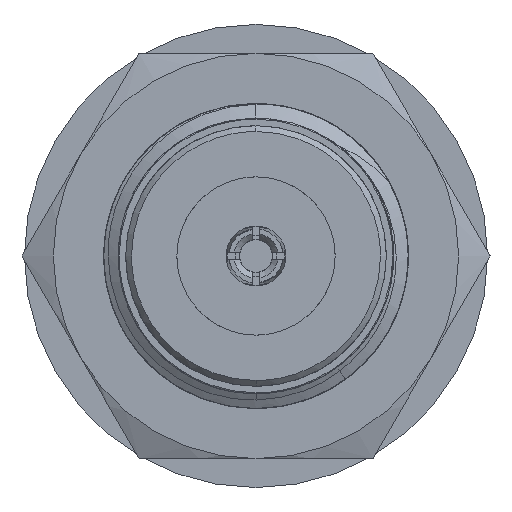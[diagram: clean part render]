
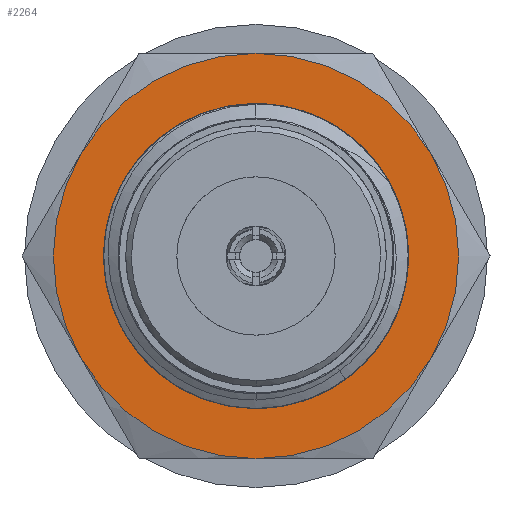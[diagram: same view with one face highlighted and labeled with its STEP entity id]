
A CAD part, front view. The second image highlights one B-rep face of the part: STEP entity #2264.
In plain terms, the highlighted planar face has unit normal (0, -1, 0).
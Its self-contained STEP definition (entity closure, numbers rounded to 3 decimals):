
#283 = DIRECTION ( 'NONE',  ( 0., 0., 1. ) ) ;
#677 = EDGE_CURVE ( 'NONE', #712, #3900, #9121, .T. ) ;
#712 = VERTEX_POINT ( 'NONE', #8692 ) ;
#891 = DIRECTION ( 'NONE',  ( 0., 1., 0. ) ) ;
#965 = AXIS2_PLACEMENT_3D ( 'NONE', #1341, #7493, #2207 ) ;
#1046 = EDGE_CURVE ( 'NONE', #3900, #712, #3895, .T. ) ;
#1246 = CIRCLE ( 'NONE', #4914, 10.5 ) ;
#1288 = CARTESIAN_POINT ( 'NONE',  ( 9.093, -2.5, 5.25 ) ) ;
#1341 = CARTESIAN_POINT ( 'NONE',  ( 0., -2.5, 0. ) ) ;
#1866 = ORIENTED_EDGE ( 'NONE', *, *, #3928, .F. ) ;
#2032 = CARTESIAN_POINT ( 'NONE',  ( 0., -2.5, 0. ) ) ;
#2167 = CARTESIAN_POINT ( 'NONE',  ( -9.093, -2.5, 5.25 ) ) ;
#2207 = DIRECTION ( 'NONE',  ( 0., 0., 1. ) ) ;
#2212 = EDGE_CURVE ( 'NONE', #7703, #9557, #7732, .T. ) ;
#2264 = ADVANCED_FACE ( 'NONE', ( #10361, #7456 ), #3387, .F. ) ;
#2266 = ORIENTED_EDGE ( 'NONE', *, *, #5621, .F. ) ;
#2365 = CARTESIAN_POINT ( 'NONE',  ( 0., -2.5, -10.5 ) ) ;
#2396 = AXIS2_PLACEMENT_3D ( 'NONE', #2032, #8199, #2936 ) ;
#2488 = CIRCLE ( 'NONE', #2396, 10.5 ) ;
#2705 = EDGE_LOOP ( 'NONE', ( #1866, #7122, #9167, #6214, #7974, #2266 ) ) ;
#2743 = ORIENTED_EDGE ( 'NONE', *, *, #1046, .T. ) ;
#2936 = DIRECTION ( 'NONE',  ( 0., 0., 1. ) ) ;
#3387 = PLANE ( 'NONE',  #10153 ) ;
#3586 = AXIS2_PLACEMENT_3D ( 'NONE', #9984, #4692, #10847 ) ;
#3895 = CIRCLE ( 'NONE', #7472, 7. ) ;
#3900 = VERTEX_POINT ( 'NONE', #4656 ) ;
#3928 = EDGE_CURVE ( 'NONE', #9557, #8964, #2488, .T. ) ;
#3930 = EDGE_CURVE ( 'NONE', #6077, #5601, #9228, .T. ) ;
#4261 = DIRECTION ( 'NONE',  ( 0., 1., 0. ) ) ;
#4656 = CARTESIAN_POINT ( 'NONE',  ( 0., -2.5, -7. ) ) ;
#4692 = DIRECTION ( 'NONE',  ( 0., 1., 0. ) ) ;
#4766 = CARTESIAN_POINT ( 'NONE',  ( 9.093, -2.5, -5.25 ) ) ;
#4807 = DIRECTION ( 'NONE',  ( 0., 1., 0. ) ) ;
#4815 = AXIS2_PLACEMENT_3D ( 'NONE', #10820, #5558, #283 ) ;
#4914 = AXIS2_PLACEMENT_3D ( 'NONE', #10095, #4807, #10960 ) ;
#4960 = EDGE_CURVE ( 'NONE', #5601, #5156, #1246, .T. ) ;
#5156 = VERTEX_POINT ( 'NONE', #2365 ) ;
#5558 = DIRECTION ( 'NONE',  ( 0., 1., 0. ) ) ;
#5601 = VERTEX_POINT ( 'NONE', #4766 ) ;
#5621 = EDGE_CURVE ( 'NONE', #8964, #6077, #10102, .T. ) ;
#5638 = DIRECTION ( 'NONE',  ( 0., 0., 1. ) ) ;
#6077 = VERTEX_POINT ( 'NONE', #1288 ) ;
#6152 = CARTESIAN_POINT ( 'NONE',  ( 0., -2.5, 0. ) ) ;
#6169 = CARTESIAN_POINT ( 'NONE',  ( -9.093, -2.5, -5.25 ) ) ;
#6214 = ORIENTED_EDGE ( 'NONE', *, *, #4960, .F. ) ;
#6285 = AXIS2_PLACEMENT_3D ( 'NONE', #10733, #9328, #9287 ) ;
#6330 = CIRCLE ( 'NONE', #4815, 10.5 ) ;
#6430 = DIRECTION ( 'NONE',  ( 0., 1., 0. ) ) ;
#7018 = DIRECTION ( 'NONE',  ( 0., 0., 1. ) ) ;
#7122 = ORIENTED_EDGE ( 'NONE', *, *, #2212, .F. ) ;
#7322 = CARTESIAN_POINT ( 'NONE',  ( 0., -2.5, 0. ) ) ;
#7456 = FACE_OUTER_BOUND ( 'NONE', #2705, .T. ) ;
#7472 = AXIS2_PLACEMENT_3D ( 'NONE', #7322, #6430, #5638 ) ;
#7493 = DIRECTION ( 'NONE',  ( 0., 1., 0. ) ) ;
#7703 = VERTEX_POINT ( 'NONE', #6169 ) ;
#7732 = CIRCLE ( 'NONE', #7792, 10.5 ) ;
#7792 = AXIS2_PLACEMENT_3D ( 'NONE', #9541, #4261, #10443 ) ;
#7974 = ORIENTED_EDGE ( 'NONE', *, *, #3930, .F. ) ;
#8199 = DIRECTION ( 'NONE',  ( 0., 1., 0. ) ) ;
#8692 = CARTESIAN_POINT ( 'NONE',  ( 0., -2.5, 7. ) ) ;
#8704 = EDGE_CURVE ( 'NONE', #5156, #7703, #6330, .T. ) ;
#8964 = VERTEX_POINT ( 'NONE', #9821 ) ;
#9121 = CIRCLE ( 'NONE', #6285, 7. ) ;
#9167 = ORIENTED_EDGE ( 'NONE', *, *, #8704, .F. ) ;
#9228 = CIRCLE ( 'NONE', #3586, 10.5 ) ;
#9287 = DIRECTION ( 'NONE',  ( 0., 0., 1. ) ) ;
#9328 = DIRECTION ( 'NONE',  ( 0., 1., 0. ) ) ;
#9541 = CARTESIAN_POINT ( 'NONE',  ( 0., -2.5, 0. ) ) ;
#9545 = ORIENTED_EDGE ( 'NONE', *, *, #677, .T. ) ;
#9557 = VERTEX_POINT ( 'NONE', #2167 ) ;
#9821 = CARTESIAN_POINT ( 'NONE',  ( 0., -2.5, 10.5 ) ) ;
#9984 = CARTESIAN_POINT ( 'NONE',  ( 0., -2.5, 0. ) ) ;
#10095 = CARTESIAN_POINT ( 'NONE',  ( 0., -2.5, 0. ) ) ;
#10102 = CIRCLE ( 'NONE', #965, 10.5 ) ;
#10153 = AXIS2_PLACEMENT_3D ( 'NONE', #6152, #891, #7018 ) ;
#10361 = FACE_BOUND ( 'NONE', #10397, .T. ) ;
#10397 = EDGE_LOOP ( 'NONE', ( #9545, #2743 ) ) ;
#10443 = DIRECTION ( 'NONE',  ( 0., 0., 1. ) ) ;
#10733 = CARTESIAN_POINT ( 'NONE',  ( 0., -2.5, 0. ) ) ;
#10820 = CARTESIAN_POINT ( 'NONE',  ( 0., -2.5, 0. ) ) ;
#10847 = DIRECTION ( 'NONE',  ( 0., 0., 1. ) ) ;
#10960 = DIRECTION ( 'NONE',  ( 0., 0., 1. ) ) ;
